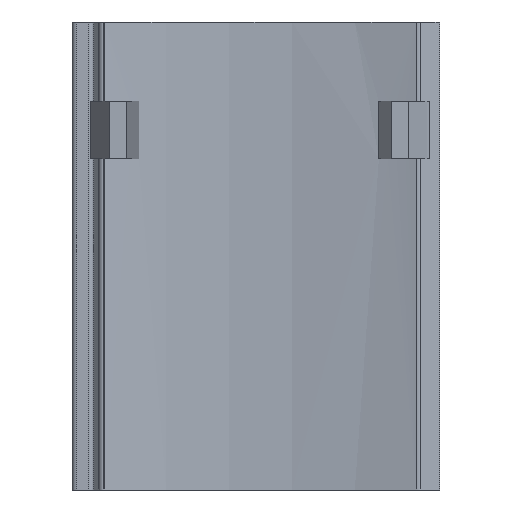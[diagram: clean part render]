
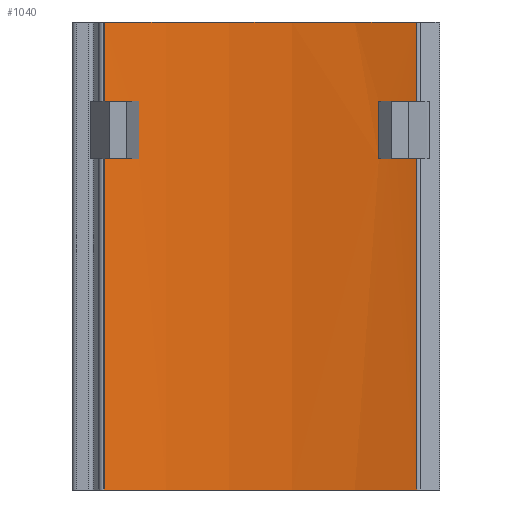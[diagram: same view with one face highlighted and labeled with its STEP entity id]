
A CAD part, front view. The second image highlights one B-rep face of the part: STEP entity #1040.
In plain terms, the highlighted cylindrical face has radius 27.1 mm (diameter 54.2 mm), a partial arc.
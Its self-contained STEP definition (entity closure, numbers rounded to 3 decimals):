
#61=CIRCLE('',#1110,27.1);
#62=CIRCLE('',#1111,27.1);
#63=CIRCLE('',#1112,27.1);
#64=CIRCLE('',#1113,27.1);
#65=CIRCLE('',#1114,27.1);
#66=CIRCLE('',#1115,27.1);
#67=CIRCLE('',#1116,27.1);
#68=CIRCLE('',#1117,27.1);
#69=CIRCLE('',#1118,27.1);
#70=CIRCLE('',#1119,27.1);
#103=ORIENTED_EDGE('',*,*,#419,.T.);
#104=ORIENTED_EDGE('',*,*,#420,.T.);
#105=ORIENTED_EDGE('',*,*,#421,.F.);
#106=ORIENTED_EDGE('',*,*,#422,.T.);
#107=ORIENTED_EDGE('',*,*,#423,.T.);
#108=ORIENTED_EDGE('',*,*,#424,.F.);
#109=ORIENTED_EDGE('',*,*,#425,.T.);
#110=ORIENTED_EDGE('',*,*,#426,.F.);
#111=ORIENTED_EDGE('',*,*,#427,.F.);
#112=ORIENTED_EDGE('',*,*,#428,.T.);
#113=ORIENTED_EDGE('',*,*,#429,.F.);
#114=ORIENTED_EDGE('',*,*,#430,.T.);
#115=ORIENTED_EDGE('',*,*,#431,.T.);
#116=ORIENTED_EDGE('',*,*,#432,.F.);
#117=ORIENTED_EDGE('',*,*,#433,.F.);
#118=ORIENTED_EDGE('',*,*,#434,.T.);
#419=EDGE_CURVE('',#577,#578,#681,.T.);
#420=EDGE_CURVE('',#578,#579,#61,.T.);
#421=EDGE_CURVE('',#580,#579,#62,.T.);
#422=EDGE_CURVE('',#580,#581,#682,.T.);
#423=EDGE_CURVE('',#581,#582,#63,.T.);
#424=EDGE_CURVE('',#583,#582,#64,.T.);
#425=EDGE_CURVE('',#583,#584,#683,.T.);
#426=EDGE_CURVE('',#585,#584,#65,.T.);
#427=EDGE_CURVE('',#586,#585,#684,.T.);
#428=EDGE_CURVE('',#586,#587,#66,.T.);
#429=EDGE_CURVE('',#588,#587,#67,.T.);
#430=EDGE_CURVE('',#588,#589,#685,.F.);
#431=EDGE_CURVE('',#589,#590,#68,.T.);
#432=EDGE_CURVE('',#591,#590,#69,.T.);
#433=EDGE_CURVE('',#592,#591,#686,.T.);
#434=EDGE_CURVE('',#592,#577,#70,.T.);
#577=VERTEX_POINT('',#1524);
#578=VERTEX_POINT('',#1525);
#579=VERTEX_POINT('',#1527);
#580=VERTEX_POINT('',#1529);
#581=VERTEX_POINT('',#1531);
#582=VERTEX_POINT('',#1533);
#583=VERTEX_POINT('',#1535);
#584=VERTEX_POINT('',#1537);
#585=VERTEX_POINT('',#1539);
#586=VERTEX_POINT('',#1541);
#587=VERTEX_POINT('',#1543);
#588=VERTEX_POINT('',#1545);
#589=VERTEX_POINT('',#1547);
#590=VERTEX_POINT('',#1549);
#591=VERTEX_POINT('',#1551);
#592=VERTEX_POINT('',#1553);
#681=LINE('',#1523,#797);
#682=LINE('',#1530,#798);
#683=LINE('',#1536,#799);
#684=LINE('',#1540,#800);
#685=LINE('',#1546,#801);
#686=LINE('',#1552,#802);
#797=VECTOR('',#1211,1000.);
#798=VECTOR('',#1216,1000.);
#799=VECTOR('',#1221,1000.);
#800=VECTOR('',#1224,1000.);
#801=VECTOR('',#1229,1000.);
#802=VECTOR('',#1234,1000.);
#913=EDGE_LOOP('',(#103,#104,#105,#106,#107,#108,#109,#110,#111,#112,#113,
#114,#115,#116,#117,#118));
#969=FACE_BOUND('',#913,.T.);
#1025=CYLINDRICAL_SURFACE('',#1109,27.1);
#1040=ADVANCED_FACE('',(#969),#1025,.F.);
#1109=AXIS2_PLACEMENT_3D('',#1522,#1209,#1210);
#1110=AXIS2_PLACEMENT_3D('',#1526,#1212,#1213);
#1111=AXIS2_PLACEMENT_3D('',#1528,#1214,#1215);
#1112=AXIS2_PLACEMENT_3D('',#1532,#1217,#1218);
#1113=AXIS2_PLACEMENT_3D('',#1534,#1219,#1220);
#1114=AXIS2_PLACEMENT_3D('',#1538,#1222,#1223);
#1115=AXIS2_PLACEMENT_3D('',#1542,#1225,#1226);
#1116=AXIS2_PLACEMENT_3D('',#1544,#1227,#1228);
#1117=AXIS2_PLACEMENT_3D('',#1548,#1230,#1231);
#1118=AXIS2_PLACEMENT_3D('',#1550,#1232,#1233);
#1119=AXIS2_PLACEMENT_3D('',#1554,#1235,#1236);
#1209=DIRECTION('',(0.,0.,-1.));
#1210=DIRECTION('',(-1.,0.,0.));
#1211=DIRECTION('',(0.,0.,-1.));
#1212=DIRECTION('',(0.,0.,-1.));
#1213=DIRECTION('',(-1.,0.,0.));
#1214=DIRECTION('',(0.,0.,1.));
#1215=DIRECTION('',(1.,0.,0.));
#1216=DIRECTION('',(0.,0.,-1.));
#1217=DIRECTION('',(0.,0.,1.));
#1218=DIRECTION('',(1.,0.,0.));
#1219=DIRECTION('',(0.,0.,-1.));
#1220=DIRECTION('',(-1.,0.,0.));
#1221=DIRECTION('',(0.,0.,-1.));
#1222=DIRECTION('',(0.,0.,1.));
#1223=DIRECTION('',(1.,0.,0.));
#1224=DIRECTION('',(0.,0.,-1.));
#1225=DIRECTION('',(0.,0.,1.));
#1226=DIRECTION('',(1.,0.,0.));
#1227=DIRECTION('',(0.,0.,-1.));
#1228=DIRECTION('',(-1.,0.,0.));
#1229=DIRECTION('',(0.,0.,-1.));
#1230=DIRECTION('',(0.,0.,-1.));
#1231=DIRECTION('',(-1.,0.,0.));
#1232=DIRECTION('',(0.,0.,1.));
#1233=DIRECTION('',(1.,0.,0.));
#1234=DIRECTION('',(0.,0.,-1.));
#1235=DIRECTION('',(0.,0.,1.));
#1236=DIRECTION('',(1.,0.,0.));
#1522=CARTESIAN_POINT('',(0.,-28.3,10.3));
#1523=CARTESIAN_POINT('',(-6.8,-2.067,10.3));
#1524=CARTESIAN_POINT('',(-6.8,-2.067,10.3));
#1525=CARTESIAN_POINT('',(-6.8,-2.067,6.81));
#1526=CARTESIAN_POINT('',(0.,-28.3,6.81));
#1527=CARTESIAN_POINT('',(-6.46,-1.981,6.81));
#1528=CARTESIAN_POINT('',(0.,-28.3,6.81));
#1529=CARTESIAN_POINT('',(-5.285,-1.72,6.81));
#1530=CARTESIAN_POINT('',(-5.285,-1.72,10.3));
#1531=CARTESIAN_POINT('',(-5.285,-1.72,4.29));
#1532=CARTESIAN_POINT('',(0.,-28.3,4.29));
#1533=CARTESIAN_POINT('',(-6.46,-1.981,4.29));
#1534=CARTESIAN_POINT('',(0.,-28.3,4.29));
#1535=CARTESIAN_POINT('',(-6.8,-2.067,4.29));
#1536=CARTESIAN_POINT('',(-6.8,-2.067,10.3));
#1537=CARTESIAN_POINT('',(-6.8,-2.067,-10.3));
#1538=CARTESIAN_POINT('',(0.,-28.3,-10.3));
#1539=CARTESIAN_POINT('',(6.94,-2.104,-10.3));
#1540=CARTESIAN_POINT('',(6.94,-2.104,10.3));
#1541=CARTESIAN_POINT('',(6.94,-2.104,4.29));
#1542=CARTESIAN_POINT('',(0.,-28.3,4.29));
#1543=CARTESIAN_POINT('',(6.46,-1.981,4.29));
#1544=CARTESIAN_POINT('',(0.,-28.3,4.29));
#1545=CARTESIAN_POINT('',(5.285,-1.72,4.29));
#1546=CARTESIAN_POINT('',(5.285,-1.72,10.3));
#1547=CARTESIAN_POINT('',(5.285,-1.72,6.81));
#1548=CARTESIAN_POINT('',(0.,-28.3,6.81));
#1549=CARTESIAN_POINT('',(6.46,-1.981,6.81));
#1550=CARTESIAN_POINT('',(0.,-28.3,6.81));
#1551=CARTESIAN_POINT('',(6.94,-2.104,6.81));
#1552=CARTESIAN_POINT('',(6.94,-2.104,10.3));
#1553=CARTESIAN_POINT('',(6.94,-2.104,10.3));
#1554=CARTESIAN_POINT('',(0.,-28.3,10.3));
